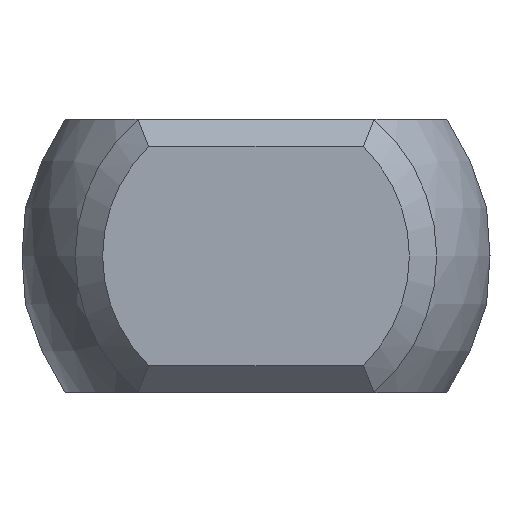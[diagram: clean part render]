
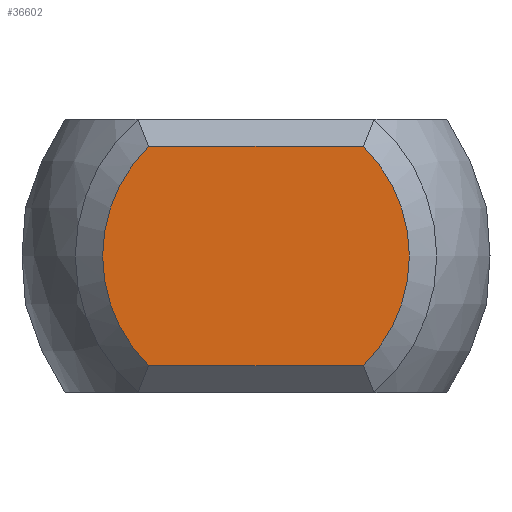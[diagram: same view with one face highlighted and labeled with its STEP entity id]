
A CAD part, left-side view. The second image highlights one B-rep face of the part: STEP entity #36602.
In plain terms, the highlighted planar face has unit normal (-1, 0, 0).
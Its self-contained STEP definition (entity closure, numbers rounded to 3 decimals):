
#35198 = PLANE('',#35199);
#35199 = AXIS2_PLACEMENT_3D('',#35200,#35201,#35202);
#35200 = CARTESIAN_POINT('',(-12.25,3.125,2.25));
#35201 = DIRECTION('',(-0.707,0.,0.707));
#35202 = DIRECTION('',(0.707,0.,0.707));
#36235 = EDGE_CURVE('',#36236,#36238,#36240,.T.);
#36236 = VERTEX_POINT('',#36237);
#36237 = CARTESIAN_POINT('',(-12.5,-1.96,-2.));
#36238 = VERTEX_POINT('',#36239);
#36239 = CARTESIAN_POINT('',(-12.5,1.96,-2.));
#36240 = SURFACE_CURVE('',#36241,(#36245,#36257),.PCURVE_S1.);
#36241 = LINE('',#36242,#36243);
#36242 = CARTESIAN_POINT('',(-12.5,-3.125,-2.));
#36243 = VECTOR('',#36244,1.);
#36244 = DIRECTION('',(0.,1.,0.));
#36245 = PCURVE('',#36246,#36251);
#36246 = PLANE('',#36247);
#36247 = AXIS2_PLACEMENT_3D('',#36248,#36249,#36250);
#36248 = CARTESIAN_POINT('',(-12.25,-3.125,-2.25));
#36249 = DIRECTION('',(-0.707,0.,
    -0.707));
#36250 = DIRECTION('',(-0.707,0.,0.707));
#36251 = DEFINITIONAL_REPRESENTATION('',(#36252),#36256);
#36252 = LINE('',#36253,#36254);
#36253 = CARTESIAN_POINT('',(0.354,0.));
#36254 = VECTOR('',#36255,1.);
#36255 = DIRECTION('',(0.,1.));
#36256 = ( GEOMETRIC_REPRESENTATION_CONTEXT(2) 
PARAMETRIC_REPRESENTATION_CONTEXT() REPRESENTATION_CONTEXT('2D SPACE',''
  ) );
#36257 = PCURVE('',#36258,#36263);
#36258 = PLANE('',#36259);
#36259 = AXIS2_PLACEMENT_3D('',#36260,#36261,#36262);
#36260 = CARTESIAN_POINT('',(-12.5,0.,0.));
#36261 = DIRECTION('',(1.,0.,0.));
#36262 = DIRECTION('',(0.,0.,-1.));
#36263 = DEFINITIONAL_REPRESENTATION('',(#36264),#36268);
#36264 = LINE('',#36265,#36266);
#36265 = CARTESIAN_POINT('',(2.,-3.125));
#36266 = VECTOR('',#36267,1.);
#36267 = DIRECTION('',(0.,1.));
#36268 = ( GEOMETRIC_REPRESENTATION_CONTEXT(2) 
PARAMETRIC_REPRESENTATION_CONTEXT() REPRESENTATION_CONTEXT('2D SPACE',''
  ) );
#36288 = CONICAL_SURFACE('',#36289,3.05,0.785);
#36289 = AXIS2_PLACEMENT_3D('',#36290,#36291,#36292);
#36290 = CARTESIAN_POINT('',(-12.25,0.,0.));
#36291 = DIRECTION('',(1.,0.,0.));
#36292 = DIRECTION('',(-0.,1.,0.));
#36338 = CONICAL_SURFACE('',#36339,3.05,0.785);
#36339 = AXIS2_PLACEMENT_3D('',#36340,#36341,#36342);
#36340 = CARTESIAN_POINT('',(-12.25,0.,0.));
#36341 = DIRECTION('',(1.,0.,0.));
#36342 = DIRECTION('',(0.,-1.,0.));
#36352 = EDGE_CURVE('',#36353,#36355,#36357,.T.);
#36353 = VERTEX_POINT('',#36354);
#36354 = CARTESIAN_POINT('',(-12.5,1.96,2.));
#36355 = VERTEX_POINT('',#36356);
#36356 = CARTESIAN_POINT('',(-12.5,-1.96,2.));
#36357 = SURFACE_CURVE('',#36358,(#36362,#36369),.PCURVE_S1.);
#36358 = LINE('',#36359,#36360);
#36359 = CARTESIAN_POINT('',(-12.5,3.125,2.));
#36360 = VECTOR('',#36361,1.);
#36361 = DIRECTION('',(0.,-1.,0.));
#36362 = PCURVE('',#35198,#36363);
#36363 = DEFINITIONAL_REPRESENTATION('',(#36364),#36368);
#36364 = LINE('',#36365,#36366);
#36365 = CARTESIAN_POINT('',(-0.354,0.));
#36366 = VECTOR('',#36367,1.);
#36367 = DIRECTION('',(0.,-1.));
#36368 = ( GEOMETRIC_REPRESENTATION_CONTEXT(2) 
PARAMETRIC_REPRESENTATION_CONTEXT() REPRESENTATION_CONTEXT('2D SPACE',''
  ) );
#36369 = PCURVE('',#36258,#36370);
#36370 = DEFINITIONAL_REPRESENTATION('',(#36371),#36375);
#36371 = LINE('',#36372,#36373);
#36372 = CARTESIAN_POINT('',(-2.,3.125));
#36373 = VECTOR('',#36374,1.);
#36374 = DIRECTION('',(0.,-1.));
#36375 = ( GEOMETRIC_REPRESENTATION_CONTEXT(2) 
PARAMETRIC_REPRESENTATION_CONTEXT() REPRESENTATION_CONTEXT('2D SPACE',''
  ) );
#36448 = EDGE_CURVE('',#36355,#36236,#36449,.T.);
#36449 = SURFACE_CURVE('',#36450,(#36455,#36462),.PCURVE_S1.);
#36450 = CIRCLE('',#36451,2.8);
#36451 = AXIS2_PLACEMENT_3D('',#36452,#36453,#36454);
#36452 = CARTESIAN_POINT('',(-12.5,0.,0.));
#36453 = DIRECTION('',(1.,0.,0.));
#36454 = DIRECTION('',(0.,-1.,0.));
#36455 = PCURVE('',#36338,#36456);
#36456 = DEFINITIONAL_REPRESENTATION('',(#36457),#36461);
#36457 = LINE('',#36458,#36459);
#36458 = CARTESIAN_POINT('',(-6.283,-0.25));
#36459 = VECTOR('',#36460,1.);
#36460 = DIRECTION('',(1.,0.));
#36461 = ( GEOMETRIC_REPRESENTATION_CONTEXT(2) 
PARAMETRIC_REPRESENTATION_CONTEXT() REPRESENTATION_CONTEXT('2D SPACE',''
  ) );
#36462 = PCURVE('',#36258,#36463);
#36463 = DEFINITIONAL_REPRESENTATION('',(#36464),#36468);
#36464 = CIRCLE('',#36465,2.8);
#36465 = AXIS2_PLACEMENT_2D('',#36466,#36467);
#36466 = CARTESIAN_POINT('',(0.,0.));
#36467 = DIRECTION('',(0.,-1.));
#36468 = ( GEOMETRIC_REPRESENTATION_CONTEXT(2) 
PARAMETRIC_REPRESENTATION_CONTEXT() REPRESENTATION_CONTEXT('2D SPACE',''
  ) );
#36474 = EDGE_CURVE('',#36238,#36353,#36475,.T.);
#36475 = SURFACE_CURVE('',#36476,(#36481,#36488),.PCURVE_S1.);
#36476 = CIRCLE('',#36477,2.8);
#36477 = AXIS2_PLACEMENT_3D('',#36478,#36479,#36480);
#36478 = CARTESIAN_POINT('',(-12.5,0.,0.));
#36479 = DIRECTION('',(1.,0.,0.));
#36480 = DIRECTION('',(-0.,1.,0.));
#36481 = PCURVE('',#36288,#36482);
#36482 = DEFINITIONAL_REPRESENTATION('',(#36483),#36487);
#36483 = LINE('',#36484,#36485);
#36484 = CARTESIAN_POINT('',(0.,-0.25));
#36485 = VECTOR('',#36486,1.);
#36486 = DIRECTION('',(1.,0.));
#36487 = ( GEOMETRIC_REPRESENTATION_CONTEXT(2) 
PARAMETRIC_REPRESENTATION_CONTEXT() REPRESENTATION_CONTEXT('2D SPACE',''
  ) );
#36488 = PCURVE('',#36258,#36489);
#36489 = DEFINITIONAL_REPRESENTATION('',(#36490),#36494);
#36490 = CIRCLE('',#36491,2.8);
#36491 = AXIS2_PLACEMENT_2D('',#36492,#36493);
#36492 = CARTESIAN_POINT('',(0.,0.));
#36493 = DIRECTION('',(0.,1.));
#36494 = ( GEOMETRIC_REPRESENTATION_CONTEXT(2) 
PARAMETRIC_REPRESENTATION_CONTEXT() REPRESENTATION_CONTEXT('2D SPACE',''
  ) );
#36602 = ADVANCED_FACE('',(#36603),#36258,.F.);
#36603 = FACE_BOUND('',#36604,.T.);
#36604 = EDGE_LOOP('',(#36605,#36606,#36607,#36608));
#36605 = ORIENTED_EDGE('',*,*,#36352,.F.);
#36606 = ORIENTED_EDGE('',*,*,#36474,.F.);
#36607 = ORIENTED_EDGE('',*,*,#36235,.F.);
#36608 = ORIENTED_EDGE('',*,*,#36448,.F.);
